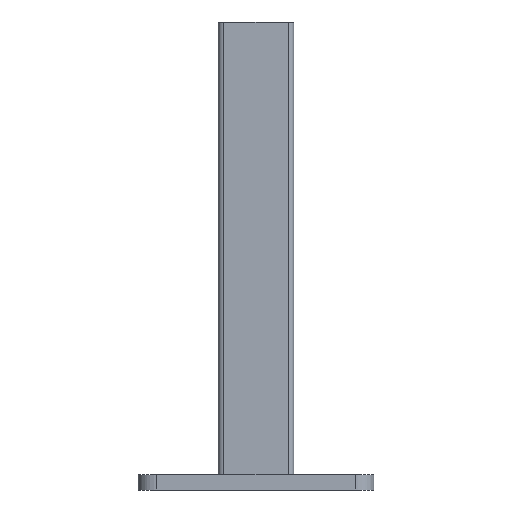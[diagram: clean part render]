
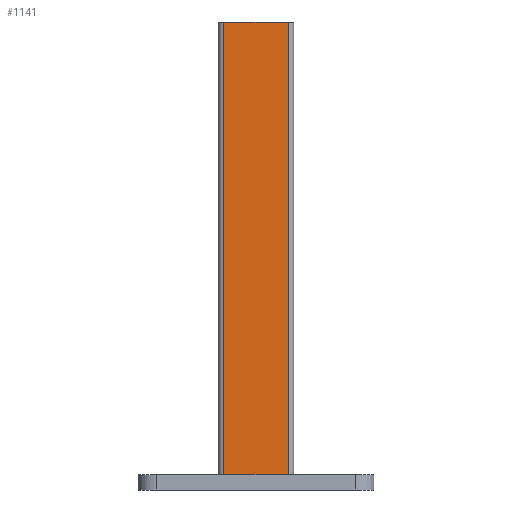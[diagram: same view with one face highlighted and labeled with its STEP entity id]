
A CAD part, front view. The second image highlights one B-rep face of the part: STEP entity #1141.
In plain terms, the highlighted planar face has unit normal (0, -1, 0).
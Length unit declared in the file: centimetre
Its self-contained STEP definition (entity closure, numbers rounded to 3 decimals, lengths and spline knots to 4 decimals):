
#38=PLANE('',#1239);
#77=LINE('',#1717,#185);
#112=LINE('',#1802,#220);
#119=LINE('',#1824,#227);
#122=LINE('',#1835,#230);
#185=VECTOR('',#1379,24.);
#220=VECTOR('',#1462,3.4);
#227=VECTOR('',#1487,24.);
#230=VECTOR('',#1500,3.4);
#330=FACE_OUTER_BOUND('',#396,.T.);
#396=EDGE_LOOP('',(#906,#907,#908,#909));
#524=VERTEX_POINT('',#1714);
#525=VERTEX_POINT('',#1716);
#551=VERTEX_POINT('',#1801);
#557=VERTEX_POINT('',#1823);
#640=EDGE_CURVE('',#525,#524,#77,.T.);
#682=EDGE_CURVE('',#525,#551,#112,.T.);
#693=EDGE_CURVE('',#557,#551,#119,.T.);
#699=EDGE_CURVE('',#557,#524,#122,.T.);
#906=ORIENTED_EDGE('',*,*,#640,.T.);
#907=ORIENTED_EDGE('',*,*,#699,.F.);
#908=ORIENTED_EDGE('',*,*,#693,.T.);
#909=ORIENTED_EDGE('',*,*,#682,.F.);
#1141=ADVANCED_FACE('',(#330),#38,.T.);
#1239=AXIS2_PLACEMENT_3D('',#1834,#1498,#1499);
#1379=DIRECTION('',(0.,0.,-1.));
#1462=DIRECTION('',(1.,0.,0.));
#1487=DIRECTION('',(0.,0.,1.));
#1498=DIRECTION('center_axis',(0.,-1.,0.));
#1499=DIRECTION('ref_axis',(0.,0.,1.));
#1500=DIRECTION('',(-1.,0.,0.));
#1714=CARTESIAN_POINT('',(-1.7,-1.9,0.8));
#1716=CARTESIAN_POINT('',(-1.7,-1.9,24.8));
#1717=CARTESIAN_POINT('',(-1.7,-1.9,18.8));
#1801=CARTESIAN_POINT('',(1.7,-1.9,24.8));
#1802=CARTESIAN_POINT('',(2.2906,-1.9,24.8));
#1823=CARTESIAN_POINT('',(1.7,-1.9,0.8));
#1824=CARTESIAN_POINT('',(1.7,-1.9,12.8));
#1834=CARTESIAN_POINT('Origin',(-0.0023,-1.9,12.8));
#1835=CARTESIAN_POINT('',(-0.0012,-1.9,0.8));
